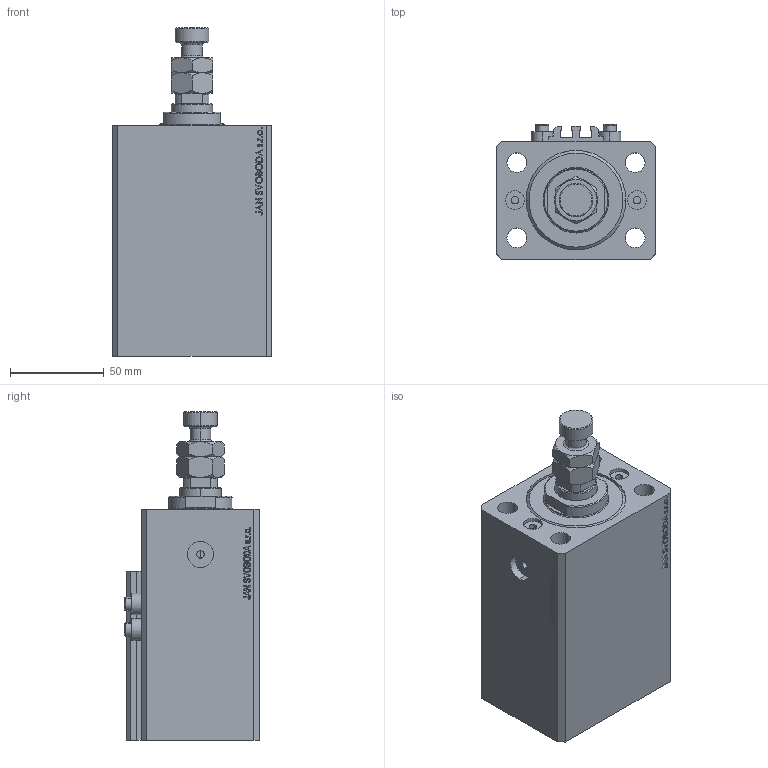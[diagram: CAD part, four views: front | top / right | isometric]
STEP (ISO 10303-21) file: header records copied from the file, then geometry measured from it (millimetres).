
FILE_DESCRIPTION (( 'STEP AP203' ), '1' );
FILE_NAME ('3d14.STEP', '2024-09-10T12:22:27', ( '' ), ( '' ), 'SwSTEP 2.0', 'SolidWorks 2019', '' );
FILE_SCHEMA (( 'CONFIG_CONTROL_DESIGN' ));
Length unit declared in the file: millimetre
Products named in the file (6): 3d14; MFA 35ed72fed8daae1f717a60c5ecb921f2; V250CE_C_Body 35ed72fed8daae1f717a60c5ecb921f2; ALLEN BOLT V250CE 35ed72fed8daae1f717a60c5ecb921f2; V250CE_VC_C 35ed72fed8daae1f717a60c5ecb921f2; V250CE_C_VCP 35ed72fed8daae1f717a60c5ecb921f2
Assembly tree (8 placements, depth 2):
  3d14
    V250CE_C_Body 35ed72fed8daae1f717a60c5ecb921f2
    ALLEN BOLT V250CE 35ed72fed8daae1f717a60c5ecb921f2  x4
    V250CE_C_VCP 35ed72fed8daae1f717a60c5ecb921f2
    V250CE_VC_C 35ed72fed8daae1f717a60c5ecb921f2
    MFA 35ed72fed8daae1f717a60c5ecb921f2
Bounding box: 85 x 72 x 175 mm (x, y, z)
Volume: 598032 mm3; surface area: 116918.3 mm2
Topology: 9 solids, 9 shells, 1086 faces, 2706 edges, 1759 vertices
Faces by surface type: plane 520, bspline 374, cylinder 90, cone 84, torus 18
Entity records: 48901 total; most frequent: CARTESIAN_POINT 26421, ORIENTED_EDGE 5102, DIRECTION 3237, EDGE_CURVE 2551, VERTEX_POINT 1675, LINE 1507, VECTOR 1507, EDGE_LOOP 1136
